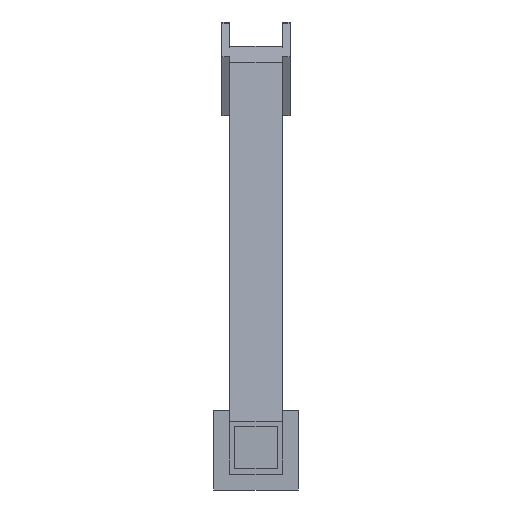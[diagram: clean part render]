
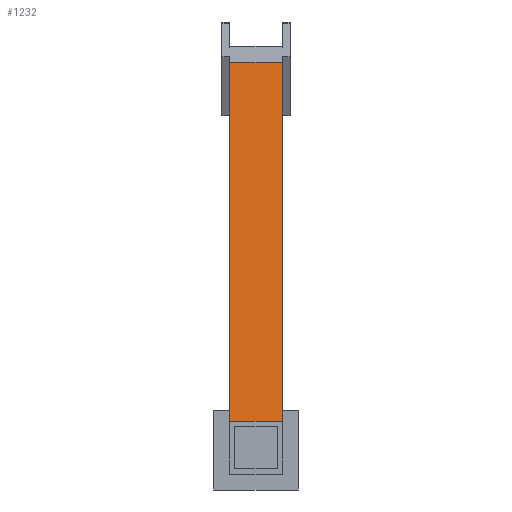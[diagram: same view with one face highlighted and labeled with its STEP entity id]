
A CAD part, left-side view. The second image highlights one B-rep face of the part: STEP entity #1232.
In plain terms, the highlighted planar face has unit normal (-0.389, 0, 0.921).
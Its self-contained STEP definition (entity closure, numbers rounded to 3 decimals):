
#59=FACE_OUTER_BOUND('',#123,.T.);
#123=EDGE_LOOP('',(#845,#846,#847,#848));
#218=LINE('',#1763,#381);
#219=LINE('',#1765,#382);
#220=LINE('',#1767,#383);
#221=LINE('',#1768,#384);
#381=VECTOR('',#1430,10.);
#382=VECTOR('',#1431,10.);
#383=VECTOR('',#1432,10.);
#384=VECTOR('',#1433,10.);
#540=VERTEX_POINT('',#1761);
#541=VERTEX_POINT('',#1762);
#542=VERTEX_POINT('',#1764);
#543=VERTEX_POINT('',#1766);
#660=EDGE_CURVE('',#540,#541,#218,.T.);
#661=EDGE_CURVE('',#542,#540,#219,.T.);
#662=EDGE_CURVE('',#543,#542,#220,.T.);
#663=EDGE_CURVE('',#541,#543,#221,.T.);
#845=ORIENTED_EDGE('',*,*,#660,.F.);
#846=ORIENTED_EDGE('',*,*,#661,.F.);
#847=ORIENTED_EDGE('',*,*,#662,.F.);
#848=ORIENTED_EDGE('',*,*,#663,.F.);
#1175=PLANE('',#1316);
#1232=ADVANCED_FACE('',(#59),#1175,.T.);
#1316=AXIS2_PLACEMENT_3D('',#1760,#1428,#1429);
#1428=DIRECTION('center_axis',(-0.389,0.,0.921));
#1429=DIRECTION('ref_axis',(0.921,0.,0.389));
#1430=DIRECTION('',(0.,-1.,0.));
#1431=DIRECTION('',(0.921,0.,0.389));
#1432=DIRECTION('',(0.,1.,0.));
#1433=DIRECTION('',(-0.921,0.,-0.389));
#1760=CARTESIAN_POINT('Origin',(-386.151,0.,130.));
#1761=CARTESIAN_POINT('',(1225.709,50.,811.475));
#1762=CARTESIAN_POINT('',(1225.709,-50.,811.475));
#1763=CARTESIAN_POINT('',(1225.709,25.,811.475));
#1764=CARTESIAN_POINT('',(-386.151,50.,130.));
#1765=CARTESIAN_POINT('',(-386.151,50.,130.));
#1766=CARTESIAN_POINT('',(-386.151,-50.,130.));
#1767=CARTESIAN_POINT('',(-386.151,-25.,130.));
#1768=CARTESIAN_POINT('',(-386.151,-50.,130.));
